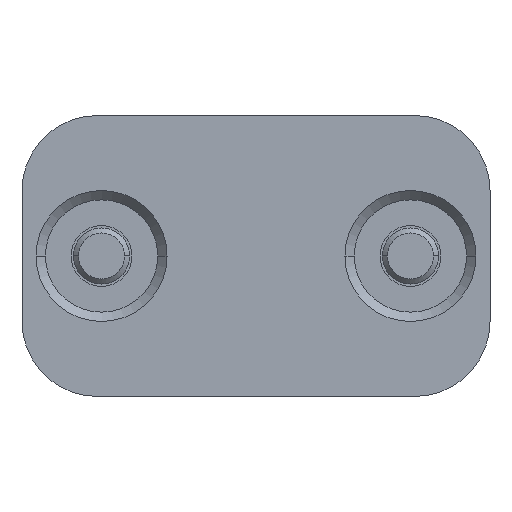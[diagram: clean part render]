
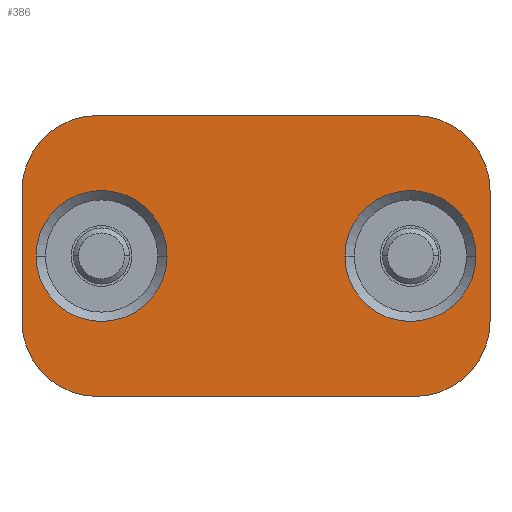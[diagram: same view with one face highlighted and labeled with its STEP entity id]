
A CAD part, front view. The second image highlights one B-rep face of the part: STEP entity #386.
In plain terms, the highlighted planar face has unit normal (0, -1, 0).
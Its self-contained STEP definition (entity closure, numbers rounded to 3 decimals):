
#386=ADVANCED_FACE('',(#1487,#1488,#1489),#1490,.F.);
#1487=FACE_BOUND('',#3158,.T.);
#1488=FACE_BOUND('',#3159,.T.);
#1489=FACE_OUTER_BOUND('',#3160,.T.);
#1490=PLANE('',#3161);
#3158=EDGE_LOOP('',(#6607,#6608));
#3159=EDGE_LOOP('',(#6609,#6610));
#3160=EDGE_LOOP('',(#6611,#6612,#6613,#6614,#6615,#6616,#6617,#6618));
#3161=AXIS2_PLACEMENT_3D('',#6619,#6620,#6621);
#6607=ORIENTED_EDGE('',*,*,#10951,.T.);
#6608=ORIENTED_EDGE('',*,*,#11409,.T.);
#6609=ORIENTED_EDGE('',*,*,#10947,.T.);
#6610=ORIENTED_EDGE('',*,*,#11410,.T.);
#6611=ORIENTED_EDGE('',*,*,#11449,.F.);
#6612=ORIENTED_EDGE('',*,*,#11686,.F.);
#6613=ORIENTED_EDGE('',*,*,#11688,.T.);
#6614=ORIENTED_EDGE('',*,*,#11690,.F.);
#6615=ORIENTED_EDGE('',*,*,#11692,.T.);
#6616=ORIENTED_EDGE('',*,*,#11693,.F.);
#6617=ORIENTED_EDGE('',*,*,#11407,.F.);
#6618=ORIENTED_EDGE('',*,*,#11694,.F.);
#6619=CARTESIAN_POINT('',(-16.5,0.,0.0));
#6620=DIRECTION('',(-0.0,1.0,0.));
#6621=DIRECTION('',(1.0,0.0,0.0));
#10947=EDGE_CURVE('',#13103,#13106,#13108,.T.);
#10951=EDGE_CURVE('',#13109,#13112,#13114,.T.);
#11407=EDGE_CURVE('',#13873,#13875,#13876,.T.);
#11409=EDGE_CURVE('',#13112,#13109,#13878,.T.);
#11410=EDGE_CURVE('',#13106,#13103,#13879,.T.);
#11449=EDGE_CURVE('',#13954,#13956,#13957,.T.);
#11686=EDGE_CURVE('',#14334,#13954,#14336,.T.);
#11688=EDGE_CURVE('',#14334,#14337,#14339,.T.);
#11690=EDGE_CURVE('',#14340,#14337,#14342,.T.);
#11692=EDGE_CURVE('',#14340,#14343,#14345,.T.);
#11693=EDGE_CURVE('',#13875,#14343,#14346,.T.);
#11694=EDGE_CURVE('',#13956,#13873,#14347,.T.);
#13103=VERTEX_POINT('',#16672);
#13106=VERTEX_POINT('',#16676);
#13108=CIRCLE('',#16679,7.0);
#13109=VERTEX_POINT('',#16680);
#13112=VERTEX_POINT('',#16684);
#13114=CIRCLE('',#16687,7.0);
#13873=VERTEX_POINT('',#17790);
#13875=VERTEX_POINT('',#17793);
#13876=LINE('',#17794,#17795);
#13878=CIRCLE('',#17798,7.0);
#13879=CIRCLE('',#17799,7.0);
#13954=VERTEX_POINT('',#17893);
#13956=VERTEX_POINT('',#17896);
#13957=LINE('',#17897,#17898);
#14334=VERTEX_POINT('',#18460);
#14336=CIRCLE('',#18463,8.0);
#14337=VERTEX_POINT('',#18464);
#14339=LINE('',#18467,#18468);
#14340=VERTEX_POINT('',#18469);
#14342=CIRCLE('',#18472,8.0);
#14343=VERTEX_POINT('',#18473);
#14345=LINE('',#18476,#18477);
#14346=CIRCLE('',#18478,8.0);
#14347=CIRCLE('',#18479,8.0);
#16672=CARTESIAN_POINT('',(-7.0,0.,0.0));
#16676=CARTESIAN_POINT('',(7.0,0.,0.));
#16679=AXIS2_PLACEMENT_3D('',#22047,#22048,#22049);
#16680=CARTESIAN_POINT('',(-40.0,0.,0.0));
#16684=CARTESIAN_POINT('',(-26.0,0.,0.));
#16687=AXIS2_PLACEMENT_3D('',#22055,#22056,#22057);
#17790=CARTESIAN_POINT('',(8.5,0.0,7.0));
#17793=CARTESIAN_POINT('',(8.5,0.,-7.0));
#17794=CARTESIAN_POINT('',(8.5,0.0,7.0));
#17795=VECTOR('',#22733,1.0);
#17798=AXIS2_PLACEMENT_3D('',#22735,#22736,#22737);
#17799=AXIS2_PLACEMENT_3D('',#22738,#22739,#22740);
#17893=CARTESIAN_POINT('',(-33.5,0.,15.0));
#17896=CARTESIAN_POINT('',(0.5,0.,15.0));
#17897=CARTESIAN_POINT('',(-33.5,0.,15.0));
#17898=VECTOR('',#22815,1.0);
#18460=CARTESIAN_POINT('',(-41.5,0.,7.0));
#18463=AXIS2_PLACEMENT_3D('',#23152,#23153,#23154);
#18464=CARTESIAN_POINT('',(-41.5,0.,-7.0));
#18467=CARTESIAN_POINT('',(-41.5,0.,7.0));
#18468=VECTOR('',#23156,1.0);
#18469=CARTESIAN_POINT('',(-33.5,0.,-15.0));
#18472=AXIS2_PLACEMENT_3D('',#23158,#23159,#23160);
#18473=CARTESIAN_POINT('',(0.5,0.,-15.0));
#18476=CARTESIAN_POINT('',(-33.5,0.,-15.0));
#18477=VECTOR('',#23162,1.0);
#18478=AXIS2_PLACEMENT_3D('',#23163,#23164,#23165);
#18479=AXIS2_PLACEMENT_3D('',#23166,#23167,#23168);
#22047=CARTESIAN_POINT('',(0.,0.,0.0));
#22048=DIRECTION('',(0.,1.0,0.));
#22049=DIRECTION('',(-1.0,0.0,0.));
#22055=CARTESIAN_POINT('',(-33.0,0.,0.0));
#22056=DIRECTION('',(0.,1.0,0.));
#22057=DIRECTION('',(-1.0,0.0,0.));
#22733=DIRECTION('',(0.0,0.,-1.0));
#22735=CARTESIAN_POINT('',(-33.0,0.,0.0));
#22736=DIRECTION('',(0.,1.0,0.));
#22737=DIRECTION('',(-1.0,0.0,0.));
#22738=CARTESIAN_POINT('',(0.,0.,0.0));
#22739=DIRECTION('',(0.,1.0,0.));
#22740=DIRECTION('',(-1.0,0.0,0.));
#22815=DIRECTION('',(1.0,0.0,0.0));
#23152=CARTESIAN_POINT('',(-33.5,0.0,7.0));
#23153=DIRECTION('',(-0.0,1.0,0.));
#23154=DIRECTION('',(1.0,0.0,0.0));
#23156=DIRECTION('',(0.0,0.,-1.0));
#23158=CARTESIAN_POINT('',(-33.5,0.,-7.0));
#23159=DIRECTION('',(-0.0,1.0,0.));
#23160=DIRECTION('',(1.0,0.0,0.0));
#23162=DIRECTION('',(1.0,0.0,0.0));
#23163=CARTESIAN_POINT('',(0.5,0.,-7.0));
#23164=DIRECTION('',(-0.0,1.0,0.));
#23165=DIRECTION('',(1.0,0.0,0.0));
#23166=CARTESIAN_POINT('',(0.5,0.0,7.0));
#23167=DIRECTION('',(-0.0,1.0,0.));
#23168=DIRECTION('',(1.0,0.0,0.0));
